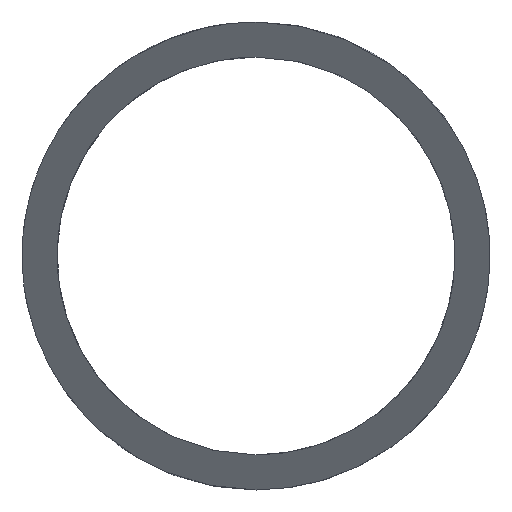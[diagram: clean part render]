
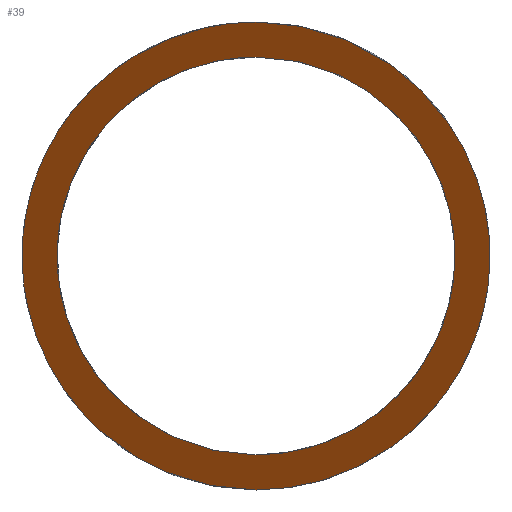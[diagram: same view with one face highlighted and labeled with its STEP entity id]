
A CAD part, left-side view. The second image highlights one B-rep face of the part: STEP entity #39.
In plain terms, the highlighted planar face has unit normal (-0.707, 0.707, 0).
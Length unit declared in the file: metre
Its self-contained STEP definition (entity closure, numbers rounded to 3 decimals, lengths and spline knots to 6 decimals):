
#39=ADVANCED_FACE('0:123',(#73,#74),#75,.F.);
#73=FACE_OUTER_BOUND('',#101,.T.);
#74=FACE_BOUND('',#102,.T.);
#75=PLANE('',#103);
#101=EDGE_LOOP('',(#146,#147));
#102=EDGE_LOOP('',(#148,#149));
#103=AXIS2_PLACEMENT_3D('',#150,#151,#152);
#146=ORIENTED_EDGE('',*,*,#183,.F.);
#147=ORIENTED_EDGE('',*,*,#167,.F.);
#148=ORIENTED_EDGE('',*,*,#176,.T.);
#149=ORIENTED_EDGE('',*,*,#178,.T.);
#150=CARTESIAN_POINT('',(-2.026,-0.220006,-0.016125));
#151=DIRECTION('',(0.707,-0.707,0.0));
#152=DIRECTION('',(0.0,0.0,-1.0));
#167=EDGE_CURVE('',#188,#191,#192,.T.);
#176=EDGE_CURVE('0:135',#200,#206,#208,.T.);
#178=EDGE_CURVE('',#206,#200,#210,.T.);
#183=EDGE_CURVE('0:150',#191,#188,#216,.T.);
#188=VERTEX_POINT('',#221);
#191=VERTEX_POINT('',#225);
#192=B_SPLINE_CURVE_WITH_KNOTS('',5,(#226,#227,#228,#229,#230,#231,#232,#233,#234,#235,#236,#237,#238,#239,#240,#241,#242,#243,#244,#245,#246),.UNSPECIFIED.,.F.,.F.,(6,3,3,3,3,3,6),(-54.024453,-38.576526,-30.198998,-25.069927,-17.915729,-11.262885,-0.0),.UNSPECIFIED.);
#200=VERTEX_POINT('',#255);
#206=VERTEX_POINT('',#262);
#208=B_SPLINE_CURVE_WITH_KNOTS('',5,(#265,#266,#267,#268,#269,#270,#271,#272,#273,#274,#275,#276,#277,#278,#279,#280,#281,#282,#283,#284,#285,#286,#287,#288),.UNSPECIFIED.,.F.,.F.,(6,3,3,3,3,3,3,6),(-93.083783,-85.343184,-77.129472,-69.893038,-63.947132,-60.288215,-53.619383,-45.846906),.UNSPECIFIED.);
#210=B_SPLINE_CURVE_WITH_KNOTS('',5,(#290,#291,#292,#293,#294,#295,#296,#297,#298,#299,#300,#301,#302,#303,#304,#305,#306,#307,#308,#309,#310),.UNSPECIFIED.,.F.,.F.,(6,3,3,3,3,3,6),(-45.846906,-34.654558,-30.105595,-23.198707,-17.546083,-9.835764,-0.0),.UNSPECIFIED.);
#216=B_SPLINE_CURVE_WITH_KNOTS('',5,(#316,#317,#318,#319,#320,#321,#322,#323,#324,#325,#326,#327,#328,#329,#330,#331,#332,#333,#334,#335,#336,#337,#338,#339,#340,#341,#342,#343,#344,#345,#346,#347,#348),.UNSPECIFIED.,.F.,.F.,(6,3,3,3,3,3,3,3,3,3,6),(-106.452004,-98.344481,-92.830522,-86.792054,-83.116437,-78.257631,-74.998809,-71.410039,-64.902686,-59.633367,-54.024453),.UNSPECIFIED.);
#221=CARTESIAN_POINT('',(-2.026,-0.220006,-0.006125));
#225=CARTESIAN_POINT('',(-2.026,-0.220006,-0.026125));
#226=CARTESIAN_POINT('',(-2.026,-0.220006,-0.006125));
#227=CARTESIAN_POINT('',(-2.027545,-0.221551,-0.006125));
#228=CARTESIAN_POINT('',(-2.02909,-0.223096,-0.006423));
#229=CARTESIAN_POINT('',(-2.030593,-0.224599,-0.007016));
#230=CARTESIAN_POINT('',(-2.03281,-0.226816,-0.008451));
#231=CARTESIAN_POINT('',(-2.03455,-0.228556,-0.010786));
#232=CARTESIAN_POINT('',(-2.035083,-0.229089,-0.011724));
#233=CARTESIAN_POINT('',(-2.035747,-0.229753,-0.013428));
#234=CARTESIAN_POINT('',(-2.036007,-0.230013,-0.015316));
#235=CARTESIAN_POINT('',(-2.03604,-0.230046,-0.016048));
#236=CARTESIAN_POINT('',(-2.035955,-0.229961,-0.017794));
#237=CARTESIAN_POINT('',(-2.035511,-0.229517,-0.019441));
#238=CARTESIAN_POINT('',(-2.035144,-0.22915,-0.020328));
#239=CARTESIAN_POINT('',(-2.034289,-0.228295,-0.021878));
#240=CARTESIAN_POINT('',(-2.033212,-0.227218,-0.023118));
#241=CARTESIAN_POINT('',(-2.032656,-0.226662,-0.023644));
#242=CARTESIAN_POINT('',(-2.031085,-0.225092,-0.024879));
#243=CARTESIAN_POINT('',(-2.029364,-0.22337,-0.025649));
#244=CARTESIAN_POINT('',(-2.028253,-0.222259,-0.025966));
#245=CARTESIAN_POINT('',(-2.027126,-0.221132,-0.026125));
#246=CARTESIAN_POINT('',(-2.026,-0.220006,-0.026125));
#255=CARTESIAN_POINT('',(-2.026,-0.220006,-0.007625));
#262=CARTESIAN_POINT('',(-2.026,-0.220006,-0.024625));
#265=CARTESIAN_POINT('',(-2.026,-0.220006,-0.007625));
#266=CARTESIAN_POINT('',(-2.026752,-0.220758,-0.007625));
#267=CARTESIAN_POINT('',(-2.027505,-0.221511,-0.007708));
#268=CARTESIAN_POINT('',(-2.028251,-0.222257,-0.007874));
#269=CARTESIAN_POINT('',(-2.029764,-0.22377,-0.008395));
#270=CARTESIAN_POINT('',(-2.031183,-0.225189,-0.009304));
#271=CARTESIAN_POINT('',(-2.031879,-0.225885,-0.009882));
#272=CARTESIAN_POINT('',(-2.033082,-0.227088,-0.011197));
#273=CARTESIAN_POINT('',(-2.033963,-0.227969,-0.012942));
#274=CARTESIAN_POINT('',(-2.034281,-0.228288,-0.013855));
#275=CARTESIAN_POINT('',(-2.034608,-0.228614,-0.015647));
#276=CARTESIAN_POINT('',(-2.034453,-0.228459,-0.017472));
#277=CARTESIAN_POINT('',(-2.034282,-0.228288,-0.018269));
#278=CARTESIAN_POINT('',(-2.033875,-0.227881,-0.01947));
#279=CARTESIAN_POINT('',(-2.033299,-0.227305,-0.020515));
#280=CARTESIAN_POINT('',(-2.03306,-0.227066,-0.020889));
#281=CARTESIAN_POINT('',(-2.032335,-0.226341,-0.021876));
#282=CARTESIAN_POINT('',(-2.031496,-0.225502,-0.022671));
#283=CARTESIAN_POINT('',(-2.030922,-0.224928,-0.023108));
#284=CARTESIAN_POINT('',(-2.02963,-0.223636,-0.0239));
#285=CARTESIAN_POINT('',(-2.02826,-0.222266,-0.024373));
#286=CARTESIAN_POINT('',(-2.027511,-0.221517,-0.024541));
#287=CARTESIAN_POINT('',(-2.026755,-0.220762,-0.024625));
#288=CARTESIAN_POINT('',(-2.026,-0.220006,-0.024625));
#290=CARTESIAN_POINT('',(-2.026,-0.220006,-0.024625));
#291=CARTESIAN_POINT('',(-2.024912,-0.218918,-0.024625));
#292=CARTESIAN_POINT('',(-2.023814,-0.21782,-0.024451));
#293=CARTESIAN_POINT('',(-2.022727,-0.216733,-0.024096));
#294=CARTESIAN_POINT('',(-2.02124,-0.215246,-0.02332));
#295=CARTESIAN_POINT('',(-2.019915,-0.213921,-0.022095));
#296=CARTESIAN_POINT('',(-2.019549,-0.213556,-0.021701));
#297=CARTESIAN_POINT('',(-2.018686,-0.212692,-0.020604));
#298=CARTESIAN_POINT('',(-2.018011,-0.212017,-0.019242));
#299=CARTESIAN_POINT('',(-2.017697,-0.211703,-0.018321));
#300=CARTESIAN_POINT('',(-2.017386,-0.211392,-0.016512));
#301=CARTESIAN_POINT('',(-2.017563,-0.211569,-0.014679));
#302=CARTESIAN_POINT('',(-2.017744,-0.21175,-0.013885));
#303=CARTESIAN_POINT('',(-2.018357,-0.212363,-0.012144));
#304=CARTESIAN_POINT('',(-2.019313,-0.21332,-0.010749));
#305=CARTESIAN_POINT('',(-2.019935,-0.213941,-0.010073));
#306=CARTESIAN_POINT('',(-2.02145,-0.215456,-0.008786));
#307=CARTESIAN_POINT('',(-2.023123,-0.217129,-0.008032));
#308=CARTESIAN_POINT('',(-2.02408,-0.218086,-0.007759));
#309=CARTESIAN_POINT('',(-2.025044,-0.21905,-0.007625));
#310=CARTESIAN_POINT('',(-2.026,-0.220006,-0.007625));
#316=CARTESIAN_POINT('',(-2.026,-0.220006,-0.026125));
#317=CARTESIAN_POINT('',(-2.025189,-0.219195,-0.026125));
#318=CARTESIAN_POINT('',(-2.024374,-0.21838,-0.026043));
#319=CARTESIAN_POINT('',(-2.023559,-0.217565,-0.025876));
#320=CARTESIAN_POINT('',(-2.022204,-0.21621,-0.025449));
#321=CARTESIAN_POINT('',(-2.020898,-0.214904,-0.024757));
#322=CARTESIAN_POINT('',(-2.02038,-0.214386,-0.024431));
#323=CARTESIAN_POINT('',(-2.019325,-0.213331,-0.023647));
#324=CARTESIAN_POINT('',(-2.01836,-0.212367,-0.02264));
#325=CARTESIAN_POINT('',(-2.017888,-0.211894,-0.022048));
#326=CARTESIAN_POINT('',(-2.017198,-0.211204,-0.020987));
#327=CARTESIAN_POINT('',(-2.016663,-0.210669,-0.019759));
#328=CARTESIAN_POINT('',(-2.016486,-0.210492,-0.019271));
#329=CARTESIAN_POINT('',(-2.016145,-0.210152,-0.01809));
#330=CARTESIAN_POINT('',(-2.015985,-0.209991,-0.016828));
#331=CARTESIAN_POINT('',(-2.01596,-0.209966,-0.016096));
#332=CARTESIAN_POINT('',(-2.016032,-0.210038,-0.014878));
#333=CARTESIAN_POINT('',(-2.016277,-0.210283,-0.013715));
#334=CARTESIAN_POINT('',(-2.016402,-0.210408,-0.013261));
#335=CARTESIAN_POINT('',(-2.016713,-0.210719,-0.012341));
#336=CARTESIAN_POINT('',(-2.017115,-0.211121,-0.011499));
#337=CARTESIAN_POINT('',(-2.017347,-0.211353,-0.01108));
#338=CARTESIAN_POINT('',(-2.018049,-0.212056,-0.009969));
#339=CARTESIAN_POINT('',(-2.018873,-0.21288,-0.009044));
#340=CARTESIAN_POINT('',(-2.019439,-0.213446,-0.008522));
#341=CARTESIAN_POINT('',(-2.020508,-0.214514,-0.007704));
#342=CARTESIAN_POINT('',(-2.021637,-0.215643,-0.0071));
#343=CARTESIAN_POINT('',(-2.02215,-0.216157,-0.00687));
#344=CARTESIAN_POINT('',(-2.023223,-0.217229,-0.006477));
#345=CARTESIAN_POINT('',(-2.024312,-0.218318,-0.006243));
#346=CARTESIAN_POINT('',(-2.024876,-0.218882,-0.006164));
#347=CARTESIAN_POINT('',(-2.025439,-0.219445,-0.006125));
#348=CARTESIAN_POINT('',(-2.026,-0.220006,-0.006125));
